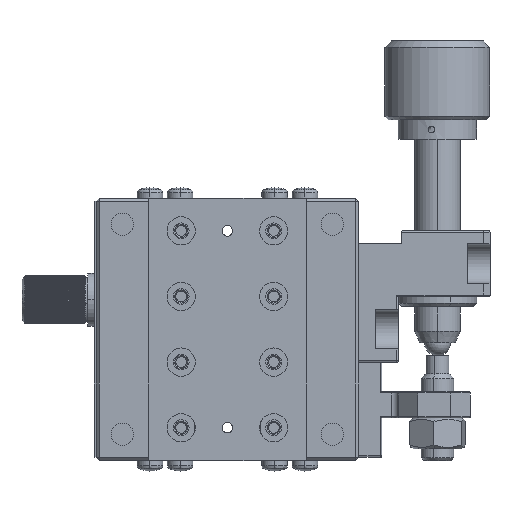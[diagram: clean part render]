
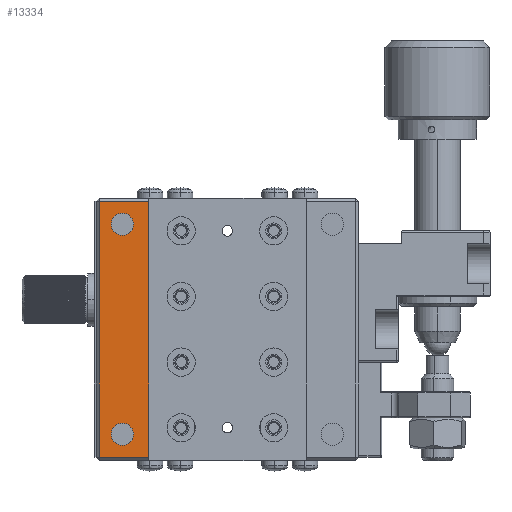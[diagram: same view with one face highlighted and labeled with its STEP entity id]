
A CAD part, left-side view. The second image highlights one B-rep face of the part: STEP entity #13334.
In plain terms, the highlighted planar face has unit normal (-1, 0, 0).
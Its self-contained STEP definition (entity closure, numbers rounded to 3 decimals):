
#86 = ORIENTED_EDGE ( 'NONE', *, *, #29273, .T. ) ;
#453 = AXIS2_PLACEMENT_3D ( 'NONE', #25300, #7307, #13047 ) ;
#824 = CIRCLE ( 'NONE', #453, 1.7 ) ;
#931 = VERTEX_POINT ( 'NONE', #29198 ) ;
#1244 = DIRECTION ( 'NONE',  ( 0., -1., 0. ) ) ;
#1717 = CIRCLE ( 'NONE', #34584, 1.7 ) ;
#1951 = ORIENTED_EDGE ( 'NONE', *, *, #32679, .T. ) ;
#2161 = DIRECTION ( 'NONE',  ( 1., 0., 0. ) ) ;
#2294 = CARTESIAN_POINT ( 'NONE',  ( 0., 40., 40. ) ) ;
#2698 = DIRECTION ( 'NONE',  ( 0., 0., -1. ) ) ;
#3845 = VERTEX_POINT ( 'NONE', #29695 ) ;
#3872 = EDGE_CURVE ( 'NONE', #16564, #21206, #1717, .T. ) ;
#4477 = EDGE_LOOP ( 'NONE', ( #1951, #14744 ) ) ;
#5200 = VECTOR ( 'NONE', #1244, 1000. ) ;
#5689 = DIRECTION ( 'NONE',  ( 0., 0., -1. ) ) ;
#5896 = DIRECTION ( 'NONE',  ( 0., 0., -1. ) ) ;
#6099 = FACE_BOUND ( 'NONE', #15493, .T. ) ;
#7307 = DIRECTION ( 'NONE',  ( 1., 0., 0. ) ) ;
#8694 = CARTESIAN_POINT ( 'NONE',  ( 0., 39.5, 39.5 ) ) ;
#8742 = CARTESIAN_POINT ( 'NONE',  ( 0., 36., 4. ) ) ;
#9280 = EDGE_CURVE ( 'NONE', #931, #28514, #20240, .T. ) ;
#12693 = VECTOR ( 'NONE', #2698, 1000. ) ;
#13047 = DIRECTION ( 'NONE',  ( 0., 0., -1. ) ) ;
#13333 = CARTESIAN_POINT ( 'NONE',  ( 0., 36., 4. ) ) ;
#13334 = ADVANCED_FACE ( 'NONE', ( #39179, #6099, #14574 ), #29726, .F. ) ;
#13488 = CARTESIAN_POINT ( 'NONE',  ( 0., 32., 0.5 ) ) ;
#13954 = AXIS2_PLACEMENT_3D ( 'NONE', #13333, #34619, #25319 ) ;
#13973 = CARTESIAN_POINT ( 'NONE',  ( 0., 40., 39.5 ) ) ;
#14267 = CIRCLE ( 'NONE', #13954, 1.7 ) ;
#14519 = AXIS2_PLACEMENT_3D ( 'NONE', #26628, #38035, #23152 ) ;
#14574 = FACE_OUTER_BOUND ( 'NONE', #35594, .T. ) ;
#14732 = LINE ( 'NONE', #17872, #33662 ) ;
#14744 = ORIENTED_EDGE ( 'NONE', *, *, #22978, .T. ) ;
#14979 = VERTEX_POINT ( 'NONE', #22016 ) ;
#15493 = EDGE_LOOP ( 'NONE', ( #15883, #35915 ) ) ;
#15883 = ORIENTED_EDGE ( 'NONE', *, *, #30284, .T. ) ;
#16564 = VERTEX_POINT ( 'NONE', #30927 ) ;
#16589 = CARTESIAN_POINT ( 'NONE',  ( 0., 39.5, 0.5 ) ) ;
#17410 = CIRCLE ( 'NONE', #14519, 1.7 ) ;
#17872 = CARTESIAN_POINT ( 'NONE',  ( 0., 39.5, 40. ) ) ;
#17913 = ORIENTED_EDGE ( 'NONE', *, *, #21951, .T. ) ;
#18375 = LINE ( 'NONE', #19316, #5200 ) ;
#19258 = ORIENTED_EDGE ( 'NONE', *, *, #30050, .T. ) ;
#19316 = CARTESIAN_POINT ( 'NONE',  ( 0., 40., 0.5 ) ) ;
#20196 = ORIENTED_EDGE ( 'NONE', *, *, #9280, .F. ) ;
#20240 = LINE ( 'NONE', #26928, #12693 ) ;
#21206 = VERTEX_POINT ( 'NONE', #27026 ) ;
#21951 = EDGE_CURVE ( 'NONE', #30951, #28514, #18375, .T. ) ;
#22016 = CARTESIAN_POINT ( 'NONE',  ( 0., 36., 37.7 ) ) ;
#22978 = EDGE_CURVE ( 'NONE', #14979, #3845, #824, .T. ) ;
#23152 = DIRECTION ( 'NONE',  ( 0., 0., -1. ) ) ;
#25300 = CARTESIAN_POINT ( 'NONE',  ( 0., 36., 36. ) ) ;
#25319 = DIRECTION ( 'NONE',  ( 0., 0., -1. ) ) ;
#26628 = CARTESIAN_POINT ( 'NONE',  ( 0., 36., 36. ) ) ;
#26928 = CARTESIAN_POINT ( 'NONE',  ( 0., 32., 0. ) ) ;
#27026 = CARTESIAN_POINT ( 'NONE',  ( 0., 36., 2.3 ) ) ;
#28293 = VERTEX_POINT ( 'NONE', #8694 ) ;
#28514 = VERTEX_POINT ( 'NONE', #13488 ) ;
#29198 = CARTESIAN_POINT ( 'NONE',  ( 0., 32., 39.5 ) ) ;
#29273 = EDGE_CURVE ( 'NONE', #931, #28293, #32288, .T. ) ;
#29695 = CARTESIAN_POINT ( 'NONE',  ( 0., 36., 34.3 ) ) ;
#29726 = PLANE ( 'NONE',  #37612 ) ;
#29828 = DIRECTION ( 'NONE',  ( 1., 0., 0. ) ) ;
#30050 = EDGE_CURVE ( 'NONE', #28293, #30951, #14732, .T. ) ;
#30284 = EDGE_CURVE ( 'NONE', #21206, #16564, #14267, .T. ) ;
#30927 = CARTESIAN_POINT ( 'NONE',  ( 0., 36., 5.7 ) ) ;
#30951 = VERTEX_POINT ( 'NONE', #16589 ) ;
#32288 = LINE ( 'NONE', #13973, #38973 ) ;
#32679 = EDGE_CURVE ( 'NONE', #3845, #14979, #17410, .T. ) ;
#33662 = VECTOR ( 'NONE', #5896, 1000. ) ;
#34584 = AXIS2_PLACEMENT_3D ( 'NONE', #8742, #29828, #5689 ) ;
#34619 = DIRECTION ( 'NONE',  ( 1., 0., 0. ) ) ;
#34995 = DIRECTION ( 'NONE',  ( 0., 1., 0. ) ) ;
#35303 = DIRECTION ( 'NONE',  ( 0., 0., -1. ) ) ;
#35594 = EDGE_LOOP ( 'NONE', ( #17913, #20196, #86, #19258 ) ) ;
#35915 = ORIENTED_EDGE ( 'NONE', *, *, #3872, .T. ) ;
#37612 = AXIS2_PLACEMENT_3D ( 'NONE', #2294, #2161, #35303 ) ;
#38035 = DIRECTION ( 'NONE',  ( 1., 0., 0. ) ) ;
#38973 = VECTOR ( 'NONE', #34995, 1000. ) ;
#39179 = FACE_BOUND ( 'NONE', #4477, .T. ) ;
